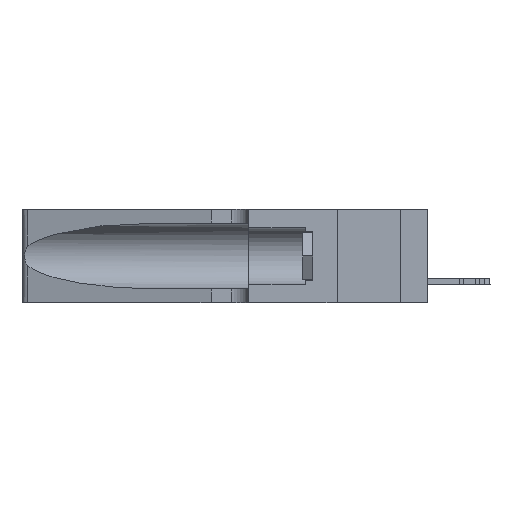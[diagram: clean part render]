
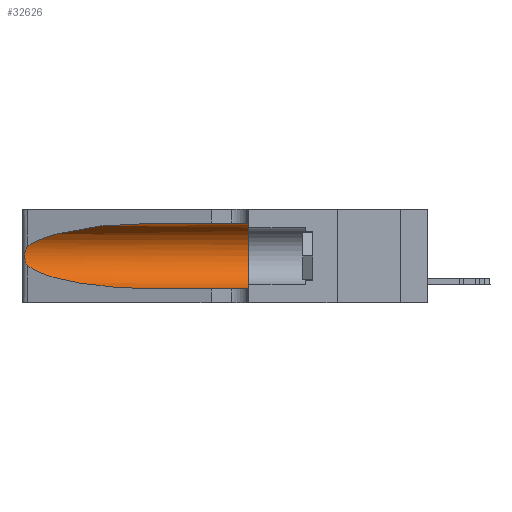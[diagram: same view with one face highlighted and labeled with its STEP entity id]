
A CAD part, left-side view. The second image highlights one B-rep face of the part: STEP entity #32626.
In plain terms, the highlighted cylindrical face has radius 3.308 mm (diameter 6.617 mm), a partial arc.
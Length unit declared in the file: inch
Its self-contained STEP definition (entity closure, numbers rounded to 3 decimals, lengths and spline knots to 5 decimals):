
#118 = CARTESIAN_POINT ( 'NONE',  ( 0.1305, 0.72297, 0.31525 ) ) ;
#998 = ORIENTED_EDGE ( 'NONE', *, *, #31210, .F. ) ;
#1100 = LINE ( 'NONE', #3852, #27094 ) ;
#1873 = DIRECTION ( 'NONE',  ( 0., -1., 0. ) ) ;
#2026 = CARTESIAN_POINT ( 'NONE',  ( 0.25487, 1.22718, 0.14631 ) ) ;
#2465 = ORIENTED_EDGE ( 'NONE', *, *, #42817, .F. ) ;
#2511 = ORIENTED_EDGE ( 'NONE', *, *, #39282, .T. ) ;
#3852 = CARTESIAN_POINT ( 'NONE',  ( 0.1305, 1.61858, 0.05475 ) ) ;
#5196 = CARTESIAN_POINT ( 'NONE',  ( 0.26018, 1.23835, 0.19895 ) ) ;
#7535 = CARTESIAN_POINT ( 'NONE',  ( 0.2373, 1.15595, 0.28018 ) ) ;
#7976 = CARTESIAN_POINT ( 'NONE',  ( 0.1305, 0.72297, 0.31525 ) ) ;
#8712 = CARTESIAN_POINT ( 'NONE',  ( 0.25555, 1.22993, 0.14849 ) ) ;
#9076 = ORIENTED_EDGE ( 'NONE', *, *, #42491, .T. ) ;
#10371 = VERTEX_POINT ( 'NONE', #17492 ) ;
#10524 = DIRECTION ( 'NONE',  ( 0., -1., 0. ) ) ;
#11116 = CARTESIAN_POINT ( 'NONE',  ( 0.1305, 0.35, 0.05475 ) ) ;
#11277 = CARTESIAN_POINT ( 'NONE',  ( 0.25487, 1.22718, 0.22369 ) ) ;
#13756 = VERTEX_POINT ( 'NONE', #26214 ) ;
#14372 = EDGE_CURVE ( 'NONE', #41834, #39982, #19661, .T. ) ;
#14485 = CARTESIAN_POINT ( 'NONE',  ( 0.25487, 1.22718, 0.14631 ) ) ;
#15654 = CARTESIAN_POINT ( 'NONE',  ( 0.26075, 1.23896, 0.19203 ) ) ;
#16889 = B_SPLINE_CURVE_WITH_KNOTS ( 'NONE', 3,
 ( #17013, #29278, #25625, #40012, #33479, #5196, #15654, #19441, #39854, #29420, #19583, #32882, #8712, #2026 ),
 .UNSPECIFIED., .F., .F.,
 ( 4, 2, 2, 2, 2, 2, 4 ),
 ( 0., 0.00027, 0.00053, 0.00107, 0.0016, 0.00187, 0.00214 ),
 .UNSPECIFIED. ) ;
#17013 = CARTESIAN_POINT ( 'NONE',  ( 0.25487, 1.22718, 0.22369 ) ) ;
#17492 = CARTESIAN_POINT ( 'NONE',  ( 0.25487, 1.22718, 0.22369 ) ) ;
#17539 = AXIS2_PLACEMENT_3D ( 'NONE', #19371, #22865, #19823 ) ;
#17900 = FACE_OUTER_BOUND ( 'NONE', #24819, .T. ) ;
#19275 = CARTESIAN_POINT ( 'NONE',  ( 0.1305, 0.72297, 0.05475 ) ) ;
#19371 = CARTESIAN_POINT ( 'NONE',  ( 0.1305, 0.35, 0.185 ) ) ;
#19441 = CARTESIAN_POINT ( 'NONE',  ( 0.26075, 1.23896, 0.178 ) ) ;
#19583 = CARTESIAN_POINT ( 'NONE',  ( 0.25789, 1.23486, 0.15765 ) ) ;
#19661 =( BOUNDED_CURVE ( )  B_SPLINE_CURVE ( 3, ( #33474, #22626, #36639, #30290 ),
 .UNSPECIFIED., .F., .F. ) 
 B_SPLINE_CURVE_WITH_KNOTS ( ( 4, 4 ),
 ( 3.44316, 4.71239 ),
 .UNSPECIFIED. ) 
 CURVE ( )  GEOMETRIC_REPRESENTATION_ITEM ( )  RATIONAL_B_SPLINE_CURVE ( ( 1., 0.87, 0.87, 1. ) ) 
 REPRESENTATION_ITEM ( '' )  );
#19823 = DIRECTION ( 'NONE',  ( 0., 0., 1. ) ) ;
#20220 = AXIS2_PLACEMENT_3D ( 'NONE', #23148, #26624, #44817 ) ;
#22626 = CARTESIAN_POINT ( 'NONE',  ( 0.2373, 1.15595, 0.08982 ) ) ;
#22865 = DIRECTION ( 'NONE',  ( 0., 1., 0. ) ) ;
#23148 = CARTESIAN_POINT ( 'NONE',  ( 0.1305, 1.61858, 0.185 ) ) ;
#23208 = VECTOR ( 'NONE', #1873, 39.37008 ) ;
#24239 = ORIENTED_EDGE ( 'NONE', *, *, #28869, .T. ) ;
#24273 = LINE ( 'NONE', #36945, #23208 ) ;
#24819 = EDGE_LOOP ( 'NONE', ( #2511, #24239, #34777, #9076, #998, #2465 ) ) ;
#24908 = CARTESIAN_POINT ( 'NONE',  ( 0.18966, 0.96281, 0.31525 ) ) ;
#25625 = CARTESIAN_POINT ( 'NONE',  ( 0.25639, 1.23184, 0.21858 ) ) ;
#26214 = CARTESIAN_POINT ( 'NONE',  ( 0.1305, 0.35, 0.31525 ) ) ;
#26624 = DIRECTION ( 'NONE',  ( 0., -1., 0. ) ) ;
#27094 = VECTOR ( 'NONE', #10524, 39.37008 ) ;
#28869 = EDGE_CURVE ( 'NONE', #10371, #41834, #16889, .T. ) ;
#29278 = CARTESIAN_POINT ( 'NONE',  ( 0.25555, 1.22994, 0.2215 ) ) ;
#29420 = CARTESIAN_POINT ( 'NONE',  ( 0.25856, 1.23593, 0.16098 ) ) ;
#30290 = CARTESIAN_POINT ( 'NONE',  ( 0.1305, 0.72297, 0.05475 ) ) ;
#31210 = EDGE_CURVE ( 'NONE', #13756, #35931, #36975, .T. ) ;
#32626 = ADVANCED_FACE ( 'NONE', ( #17900 ), #39574, .F. ) ;
#32882 = CARTESIAN_POINT ( 'NONE',  ( 0.25639, 1.23186, 0.15144 ) ) ;
#33474 = CARTESIAN_POINT ( 'NONE',  ( 0.25487, 1.22718, 0.14631 ) ) ;
#33479 = CARTESIAN_POINT ( 'NONE',  ( 0.25854, 1.2359, 0.20912 ) ) ;
#34777 = ORIENTED_EDGE ( 'NONE', *, *, #14372, .T. ) ;
#35931 = VERTEX_POINT ( 'NONE', #11116 ) ;
#36639 = CARTESIAN_POINT ( 'NONE',  ( 0.18966, 0.96281, 0.05475 ) ) ;
#36945 = CARTESIAN_POINT ( 'NONE',  ( 0.1305, 1.61858, 0.31525 ) ) ;
#36975 = CIRCLE ( 'NONE', #17539, 0.13025 ) ;
#37673 =( BOUNDED_CURVE ( )  B_SPLINE_CURVE ( 3, ( #7976, #24908, #7535, #11277 ),
 .UNSPECIFIED., .F., .F. ) 
 B_SPLINE_CURVE_WITH_KNOTS ( ( 4, 4 ),
 ( 1.5708, 2.84003 ),
 .UNSPECIFIED. ) 
 CURVE ( )  GEOMETRIC_REPRESENTATION_ITEM ( )  RATIONAL_B_SPLINE_CURVE ( ( 1., 0.87, 0.87, 1. ) ) 
 REPRESENTATION_ITEM ( '' )  );
#38431 = VERTEX_POINT ( 'NONE', #118 ) ;
#39282 = EDGE_CURVE ( 'NONE', #38431, #10371, #37673, .T. ) ;
#39574 = CYLINDRICAL_SURFACE ( 'NONE', #20220, 0.13025 ) ;
#39854 = CARTESIAN_POINT ( 'NONE',  ( 0.26017, 1.23833, 0.17102 ) ) ;
#39982 = VERTEX_POINT ( 'NONE', #19275 ) ;
#40012 = CARTESIAN_POINT ( 'NONE',  ( 0.25787, 1.23484, 0.2124 ) ) ;
#41834 = VERTEX_POINT ( 'NONE', #14485 ) ;
#42491 = EDGE_CURVE ( 'NONE', #39982, #35931, #1100, .T. ) ;
#42817 = EDGE_CURVE ( 'NONE', #38431, #13756, #24273, .T. ) ;
#44817 = DIRECTION ( 'NONE',  ( 0., 0., -1. ) ) ;
